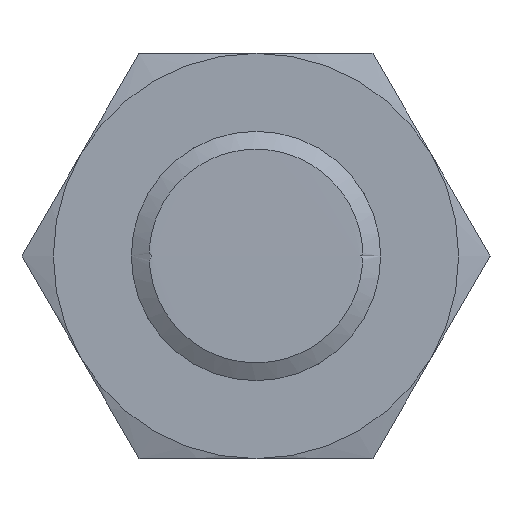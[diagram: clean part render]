
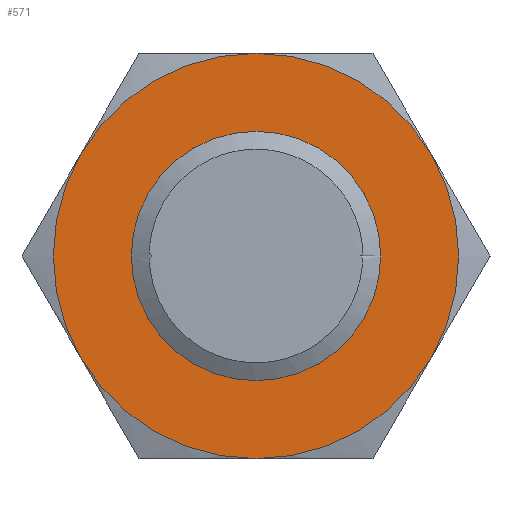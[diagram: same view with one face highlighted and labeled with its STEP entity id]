
A CAD part, front view. The second image highlights one B-rep face of the part: STEP entity #571.
In plain terms, the highlighted planar face has unit normal (0, -1, 0).
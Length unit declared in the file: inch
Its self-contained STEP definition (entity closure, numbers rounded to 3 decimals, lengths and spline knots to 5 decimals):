
#50 = CARTESIAN_POINT ( 'NONE',  ( 0., -1.27165, 0. ) ) ;
#78 = FACE_OUTER_BOUND ( 'NONE', #381, .T. ) ;
#82 = ORIENTED_EDGE ( 'NONE', *, *, #573, .F. ) ;
#120 = ORIENTED_EDGE ( 'NONE', *, *, #542, .F. ) ;
#127 = CARTESIAN_POINT ( 'NONE',  ( 0., -1.27165, 0. ) ) ;
#150 = VERTEX_POINT ( 'NONE', #1557 ) ;
#161 = VERTEX_POINT ( 'NONE', #373 ) ;
#191 = CIRCLE ( 'NONE', #1309, 0.25591 ) ;
#262 = EDGE_CURVE ( 'NONE', #1409, #1409, #565, .T. ) ;
#344 = ORIENTED_EDGE ( 'NONE', *, *, #1778, .F. ) ;
#373 = CARTESIAN_POINT ( 'NONE',  ( 0., -1.27165, -0.25591 ) ) ;
#381 = EDGE_LOOP ( 'NONE', ( #1487, #344, #1004, #1713, #120, #82 ) ) ;
#410 = DIRECTION ( 'NONE',  ( 0., 0., -1. ) ) ;
#418 = VERTEX_POINT ( 'NONE', #1784 ) ;
#439 = FACE_BOUND ( 'NONE', #1131, .T. ) ;
#457 = CARTESIAN_POINT ( 'NONE',  ( 0.25591, -1.27165, 0. ) ) ;
#476 = DIRECTION ( 'NONE',  ( 0., 0., -1. ) ) ;
#480 = DIRECTION ( 'NONE',  ( 0., 1., 0. ) ) ;
#534 = VERTEX_POINT ( 'NONE', #706 ) ;
#535 = AXIS2_PLACEMENT_3D ( 'NONE', #457, #717, #730 ) ;
#542 = EDGE_CURVE ( 'NONE', #1480, #161, #1386, .T. ) ;
#565 = CIRCLE ( 'NONE', #1578, 0.15748 ) ;
#571 = ADVANCED_FACE ( 'NONE', ( #439, #78 ), #1721, .F. ) ;
#573 = EDGE_CURVE ( 'NONE', #1115, #1480, #1038, .T. ) ;
#591 = DIRECTION ( 'NONE',  ( -1., 0., 0. ) ) ;
#600 = DIRECTION ( 'NONE',  ( -1., 0., 0. ) ) ;
#608 = AXIS2_PLACEMENT_3D ( 'NONE', #127, #1408, #797 ) ;
#611 = CARTESIAN_POINT ( 'NONE',  ( 0., -1.27165, 0. ) ) ;
#630 = DIRECTION ( 'NONE',  ( 0., 0., -1. ) ) ;
#665 = ORIENTED_EDGE ( 'NONE', *, *, #262, .T. ) ;
#706 = CARTESIAN_POINT ( 'NONE',  ( 0., -1.27165, 0.25591 ) ) ;
#717 = DIRECTION ( 'NONE',  ( 0., 1., 0. ) ) ;
#730 = DIRECTION ( 'NONE',  ( 0., 0., -1. ) ) ;
#797 = DIRECTION ( 'NONE',  ( 0., 0., -1. ) ) ;
#855 = DIRECTION ( 'NONE',  ( 0., 1., 0. ) ) ;
#864 = DIRECTION ( 'NONE',  ( 0., 1., 0. ) ) ;
#925 = EDGE_CURVE ( 'NONE', #534, #1115, #1017, .T. ) ;
#1004 = ORIENTED_EDGE ( 'NONE', *, *, #1554, .F. ) ;
#1017 = CIRCLE ( 'NONE', #1611, 0.25591 ) ;
#1021 = EDGE_CURVE ( 'NONE', #161, #418, #1407, .T. ) ;
#1024 = AXIS2_PLACEMENT_3D ( 'NONE', #1629, #1332, #1475 ) ;
#1038 = CIRCLE ( 'NONE', #1637, 0.25591 ) ;
#1115 = VERTEX_POINT ( 'NONE', #1302 ) ;
#1131 = EDGE_LOOP ( 'NONE', ( #665 ) ) ;
#1183 = CARTESIAN_POINT ( 'NONE',  ( 0., -1.27165, -0.15748 ) ) ;
#1222 = DIRECTION ( 'NONE',  ( 0., 1., 0. ) ) ;
#1290 = CIRCLE ( 'NONE', #608, 0.25591 ) ;
#1301 = CARTESIAN_POINT ( 'NONE',  ( 0., -1.27165, 0. ) ) ;
#1302 = CARTESIAN_POINT ( 'NONE',  ( 0.22162, -1.27165, 0.12795 ) ) ;
#1309 = AXIS2_PLACEMENT_3D ( 'NONE', #611, #1618, #600 ) ;
#1332 = DIRECTION ( 'NONE',  ( 0., 1., 0. ) ) ;
#1386 = CIRCLE ( 'NONE', #1517, 0.25591 ) ;
#1407 = CIRCLE ( 'NONE', #1024, 0.25591 ) ;
#1408 = DIRECTION ( 'NONE',  ( 0., 1., 0. ) ) ;
#1409 = VERTEX_POINT ( 'NONE', #1183 ) ;
#1450 = CARTESIAN_POINT ( 'NONE',  ( 0., -1.27165, 0. ) ) ;
#1475 = DIRECTION ( 'NONE',  ( 0., 0., -1. ) ) ;
#1480 = VERTEX_POINT ( 'NONE', #1660 ) ;
#1487 = ORIENTED_EDGE ( 'NONE', *, *, #925, .F. ) ;
#1517 = AXIS2_PLACEMENT_3D ( 'NONE', #1450, #855, #591 ) ;
#1554 = EDGE_CURVE ( 'NONE', #418, #150, #1290, .T. ) ;
#1557 = CARTESIAN_POINT ( 'NONE',  ( -0.22162, -1.27165, 0.12795 ) ) ;
#1578 = AXIS2_PLACEMENT_3D ( 'NONE', #50, #480, #630 ) ;
#1611 = AXIS2_PLACEMENT_3D ( 'NONE', #1301, #864, #476 ) ;
#1618 = DIRECTION ( 'NONE',  ( 0., 1., 0. ) ) ;
#1629 = CARTESIAN_POINT ( 'NONE',  ( 0., -1.27165, 0. ) ) ;
#1637 = AXIS2_PLACEMENT_3D ( 'NONE', #1807, #1222, #410 ) ;
#1660 = CARTESIAN_POINT ( 'NONE',  ( 0.22162, -1.27165, -0.12795 ) ) ;
#1713 = ORIENTED_EDGE ( 'NONE', *, *, #1021, .F. ) ;
#1721 = PLANE ( 'NONE',  #535 ) ;
#1778 = EDGE_CURVE ( 'NONE', #150, #534, #191, .T. ) ;
#1784 = CARTESIAN_POINT ( 'NONE',  ( -0.22162, -1.27165, -0.12795 ) ) ;
#1807 = CARTESIAN_POINT ( 'NONE',  ( 0., -1.27165, 0. ) ) ;
